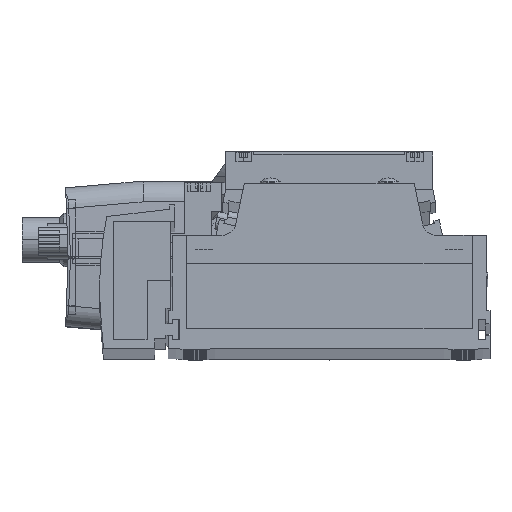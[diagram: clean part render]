
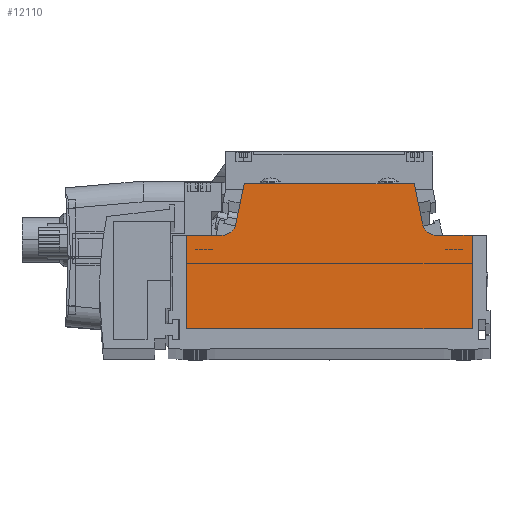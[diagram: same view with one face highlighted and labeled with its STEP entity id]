
A CAD part, top view. The second image highlights one B-rep face of the part: STEP entity #12110.
In plain terms, the highlighted planar face has unit normal (0, 0, 1).
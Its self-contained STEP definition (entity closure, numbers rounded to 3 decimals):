
#101 = VECTOR ( 'NONE', #32047, 1000. ) ;
#871 = EDGE_CURVE ( 'NONE', #25103, #25614, #16794, .T. ) ;
#1201 = ORIENTED_EDGE ( 'NONE', *, *, #40621, .F. ) ;
#1945 = CARTESIAN_POINT ( 'NONE',  ( -30.049, 3., 1722.5 ) ) ;
#2058 = VECTOR ( 'NONE', #5443, 1000. ) ;
#2316 = LINE ( 'NONE', #15928, #2058 ) ;
#2814 = EDGE_CURVE ( 'NONE', #36284, #38257, #23685, .T. ) ;
#3416 = EDGE_CURVE ( 'NONE', #41665, #14647, #2316, .T. ) ;
#3527 = ORIENTED_EDGE ( 'NONE', *, *, #3957, .F. ) ;
#3905 = ORIENTED_EDGE ( 'NONE', *, *, #25746, .T. ) ;
#3957 = EDGE_CURVE ( 'NONE', #9586, #35298, #19449, .T. ) ;
#4852 = CARTESIAN_POINT ( 'NONE',  ( 23.784, 17.45, 1722.5 ) ) ;
#4891 = LINE ( 'NONE', #21845, #41231 ) ;
#5443 = DIRECTION ( 'NONE',  ( -1., 0., 0. ) ) ;
#6056 = DIRECTION ( 'NONE',  ( 0., -1., 0. ) ) ;
#6257 = DIRECTION ( 'NONE',  ( 0., 0., -1. ) ) ;
#6486 = CARTESIAN_POINT ( 'NONE',  ( -30.049, 7., 1722.5 ) ) ;
#7082 = DIRECTION ( 'NONE',  ( -1., 0., 0. ) ) ;
#8449 = DIRECTION ( 'NONE',  ( 1., 0., 0. ) ) ;
#9582 = VECTOR ( 'NONE', #31688, 1000. ) ;
#9586 = VERTEX_POINT ( 'NONE', #36089 ) ;
#11419 = CARTESIAN_POINT ( 'NONE',  ( -26.797, 3., 1722.5 ) ) ;
#11430 = VERTEX_POINT ( 'NONE', #11933 ) ;
#11603 = ORIENTED_EDGE ( 'NONE', *, *, #2814, .T. ) ;
#11933 = CARTESIAN_POINT ( 'NONE',  ( -40., -23.13, 1722.5 ) ) ;
#12110 = ADVANCED_FACE ( 'NONE', ( #17577 ), #27150, .F. ) ;
#12219 = LINE ( 'NONE', #4852, #101 ) ;
#12925 = EDGE_CURVE ( 'NONE', #25614, #30049, #4891, .T. ) ;
#13036 = ORIENTED_EDGE ( 'NONE', *, *, #14144, .F. ) ;
#14144 = EDGE_CURVE ( 'NONE', #35298, #11430, #43996, .T. ) ;
#14168 = CARTESIAN_POINT ( 'NONE',  ( 26.133, 6.184, 1722.5 ) ) ;
#14647 = VERTEX_POINT ( 'NONE', #37699 ) ;
#15377 = ORIENTED_EDGE ( 'NONE', *, *, #871, .F. ) ;
#15928 = CARTESIAN_POINT ( 'NONE',  ( -40., 3., 1722.5 ) ) ;
#16056 = LINE ( 'NONE', #25418, #27818 ) ;
#16794 = LINE ( 'NONE', #11419, #9582 ) ;
#16909 = CARTESIAN_POINT ( 'NONE',  ( 30.049, 7., 1722.5 ) ) ;
#17577 = FACE_OUTER_BOUND ( 'NONE', #40534, .T. ) ;
#17777 = CARTESIAN_POINT ( 'NONE',  ( -40., 84.488, 1722.5 ) ) ;
#18319 = VECTOR ( 'NONE', #41172, 1000. ) ;
#19375 = AXIS2_PLACEMENT_3D ( 'NONE', #30274, #23366, #40537 ) ;
#19449 = LINE ( 'NONE', #33029, #38424 ) ;
#21845 = CARTESIAN_POINT ( 'NONE',  ( -23.784, 17.45, 1722.5 ) ) ;
#22376 = AXIS2_PLACEMENT_3D ( 'NONE', #6486, #6257, #26537 ) ;
#23075 = CARTESIAN_POINT ( 'NONE',  ( 23.784, 17.45, 1722.5 ) ) ;
#23366 = DIRECTION ( 'NONE',  ( 0., 0., -1. ) ) ;
#23685 = CIRCLE ( 'NONE', #41480, 4. ) ;
#25103 = VERTEX_POINT ( 'NONE', #40916 ) ;
#25418 = CARTESIAN_POINT ( 'NONE',  ( -40., 3., 1722.5 ) ) ;
#25614 = VERTEX_POINT ( 'NONE', #31908 ) ;
#25746 = EDGE_CURVE ( 'NONE', #25103, #41665, #41603, .T. ) ;
#26103 = ORIENTED_EDGE ( 'NONE', *, *, #3416, .T. ) ;
#26537 = DIRECTION ( 'NONE',  ( -1., 0., 0. ) ) ;
#27150 = PLANE ( 'NONE',  #19375 ) ;
#27268 = CARTESIAN_POINT ( 'NONE',  ( -40., -23.13, 1722.5 ) ) ;
#27786 = ORIENTED_EDGE ( 'NONE', *, *, #40135, .T. ) ;
#27818 = VECTOR ( 'NONE', #42581, 1000. ) ;
#30049 = VERTEX_POINT ( 'NONE', #23075 ) ;
#30274 = CARTESIAN_POINT ( 'NONE',  ( -40., 84.488, 1722.5 ) ) ;
#30972 = CARTESIAN_POINT ( 'NONE',  ( 30.049, 3., 1722.5 ) ) ;
#30991 = ORIENTED_EDGE ( 'NONE', *, *, #12925, .F. ) ;
#31688 = DIRECTION ( 'NONE',  ( 0.204, 0.979, 0. ) ) ;
#31908 = CARTESIAN_POINT ( 'NONE',  ( -23.784, 17.45, 1722.5 ) ) ;
#32047 = DIRECTION ( 'NONE',  ( 0.204, -0.979, 0. ) ) ;
#33029 = CARTESIAN_POINT ( 'NONE',  ( 40., 84.488, 1722.5 ) ) ;
#34203 = CARTESIAN_POINT ( 'NONE',  ( 40., -23.13, 1722.5 ) ) ;
#35296 = ORIENTED_EDGE ( 'NONE', *, *, #36694, .T. ) ;
#35298 = VERTEX_POINT ( 'NONE', #34203 ) ;
#36089 = CARTESIAN_POINT ( 'NONE',  ( 40., 3., 1722.5 ) ) ;
#36284 = VERTEX_POINT ( 'NONE', #30972 ) ;
#36694 = EDGE_CURVE ( 'NONE', #14647, #11430, #38283, .T. ) ;
#37633 = DIRECTION ( 'NONE',  ( 0., 0., -1. ) ) ;
#37699 = CARTESIAN_POINT ( 'NONE',  ( -40., 3., 1722.5 ) ) ;
#38257 = VERTEX_POINT ( 'NONE', #14168 ) ;
#38283 = LINE ( 'NONE', #17777, #18319 ) ;
#38424 = VECTOR ( 'NONE', #6056, 1000. ) ;
#40135 = EDGE_CURVE ( 'NONE', #9586, #36284, #16056, .T. ) ;
#40534 = EDGE_LOOP ( 'NONE', ( #3527, #27786, #11603, #1201, #30991, #15377, #3905, #26103, #35296, #13036 ) ) ;
#40537 = DIRECTION ( 'NONE',  ( -1., 0., 0. ) ) ;
#40621 = EDGE_CURVE ( 'NONE', #30049, #38257, #12219, .T. ) ;
#40881 = DIRECTION ( 'NONE',  ( -1., 0., 0. ) ) ;
#40916 = CARTESIAN_POINT ( 'NONE',  ( -26.133, 6.184, 1722.5 ) ) ;
#41172 = DIRECTION ( 'NONE',  ( 0., -1., 0. ) ) ;
#41231 = VECTOR ( 'NONE', #8449, 1000. ) ;
#41480 = AXIS2_PLACEMENT_3D ( 'NONE', #16909, #37633, #7082 ) ;
#41603 = CIRCLE ( 'NONE', #22376, 4. ) ;
#41665 = VERTEX_POINT ( 'NONE', #1945 ) ;
#42026 = VECTOR ( 'NONE', #40881, 1000. ) ;
#42581 = DIRECTION ( 'NONE',  ( -1., 0., 0. ) ) ;
#43996 = LINE ( 'NONE', #27268, #42026 ) ;
